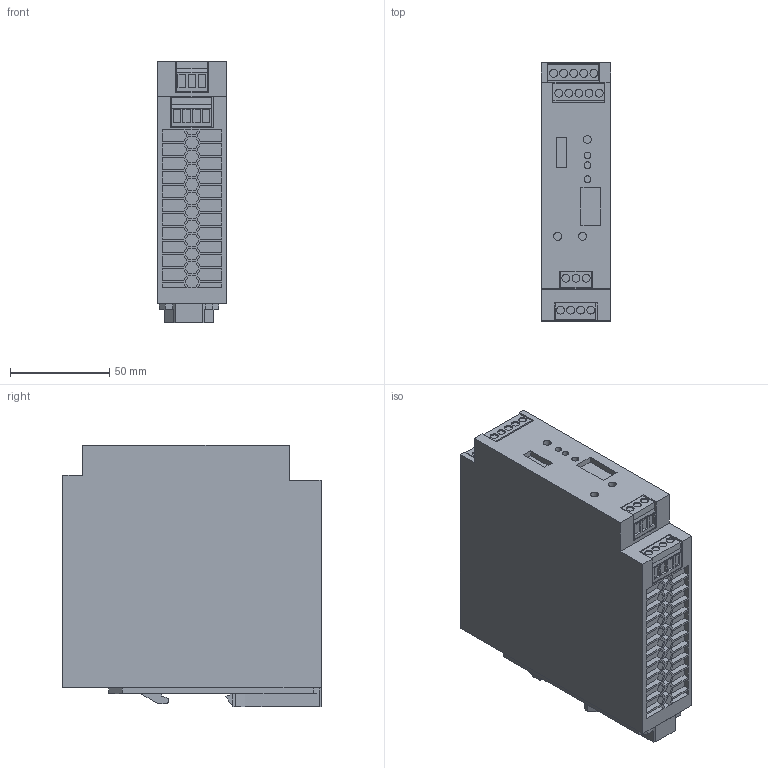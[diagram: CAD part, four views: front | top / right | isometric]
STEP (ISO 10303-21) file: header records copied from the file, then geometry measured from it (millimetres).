
FILE_DESCRIPTION(('Creo Elements/Direct Modeling STEP Export'),'2;1');
FILE_NAME('model.stp','2019-09-23T11:45:36',(''),(''),'Creo Elements/Direct Modeling STEP processor for AP214 (Solid Model)','Creo Elements/Direct Modeling 20.1A 29-Sep-2018 (C) Parametric Technology GmbH','');
FILE_SCHEMA(('AUTOMOTIVE_DESIGN { 1 0 10303 214 1 1 1 1 }'));
Length unit declared in the file: millimetre
Products named in the file (2): QUINT_UPS_24DC_24DC_5-select
Assembly tree (1 placements, depth 2):
  QUINT_UPS_24DC_24DC_5-select
    QUINT_UPS_24DC_24DC_5-select
Bounding box: 35 x 130.1 x 131.6 mm (x, y, z)
Volume: 540427 mm3; surface area: 59752.5 mm2
Topology: 1 solids, 1 shells, 732 faces, 1840 edges, 1226 vertices
Faces by surface type: plane 682, cylinder 50
Entity records: 22819 total; most frequent: CARTESIAN_POINT 3702, ORIENTED_EDGE 3680, DIRECTION 3228, EDGE_CURVE 1840, VECTOR 1724, LINE 1724, VERTEX_POINT 1226, EDGE_LOOP 848
